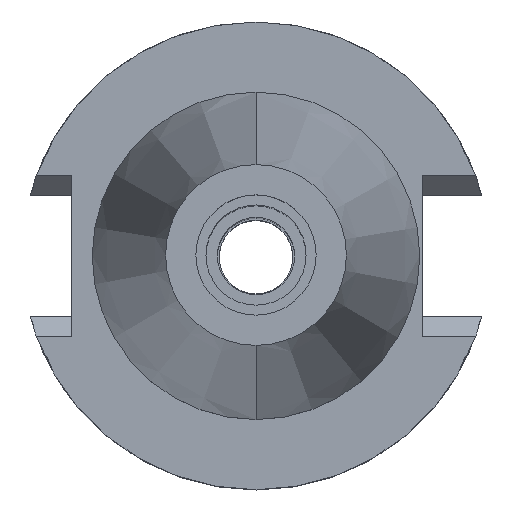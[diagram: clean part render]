
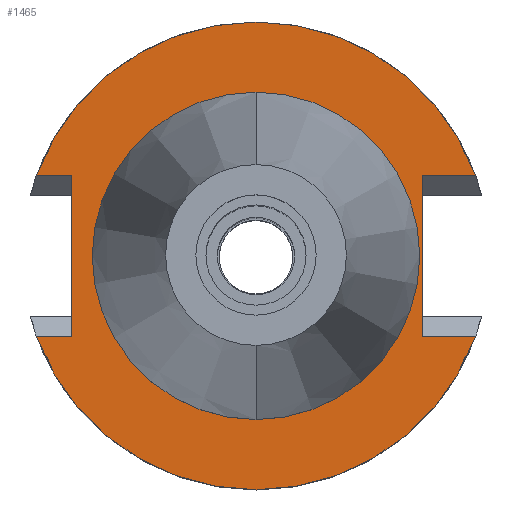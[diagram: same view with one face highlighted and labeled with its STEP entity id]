
A CAD part, top view. The second image highlights one B-rep face of the part: STEP entity #1465.
In plain terms, the highlighted planar face has unit normal (0, 0, 1).
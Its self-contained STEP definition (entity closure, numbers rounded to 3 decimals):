
#94=DIRECTION('',(0.,-1.,0.));
#95=VECTOR('',#94,21.78);
#96=CARTESIAN_POINT('',(22.57,10.89,-1.));
#97=LINE('',#96,#95);
#101=DIRECTION('',(1.,0.,0.));
#102=VECTOR('',#101,7.254);
#103=CARTESIAN_POINT('',(22.57,-10.89,-1.));
#104=LINE('',#103,#102);
#108=CARTESIAN_POINT('',(0.,0.,-1.));
#109=DIRECTION('',(0.,0.,-1.));
#110=DIRECTION('',(0.939,-0.343,0.));
#111=AXIS2_PLACEMENT_3D('',#108,#109,#110);
#116=CARTESIAN_POINT('',(0.,0.,-1.));
#117=DIRECTION('',(0.,0.,-1.));
#118=DIRECTION('',(0.,-1.,0.));
#119=AXIS2_PLACEMENT_3D('',#116,#117,#118);
#124=DIRECTION('',(-1.,0.,0.));
#125=VECTOR('',#124,4.844);
#126=CARTESIAN_POINT('',(-24.98,10.89,-1.));
#127=LINE('',#126,#125);
#131=CARTESIAN_POINT('',(0.,0.,-1.));
#132=DIRECTION('',(0.,0.,-1.));
#133=DIRECTION('',(-0.939,0.343,0.));
#134=AXIS2_PLACEMENT_3D('',#131,#132,#133);
#139=CARTESIAN_POINT('',(0.,0.,-1.));
#140=DIRECTION('',(0.,0.,-1.));
#141=DIRECTION('',(0.,1.,0.));
#142=AXIS2_PLACEMENT_3D('',#139,#140,#141);
#147=CARTESIAN_POINT('',(0.,0.,-1.));
#148=DIRECTION('',(0.,0.,1.));
#149=DIRECTION('',(0.,-1.,0.));
#150=AXIS2_PLACEMENT_3D('',#147,#148,#149);
#155=CARTESIAN_POINT('',(0.,0.,-1.));
#156=DIRECTION('',(0.,0.,1.));
#157=DIRECTION('',(0.,1.,0.));
#158=AXIS2_PLACEMENT_3D('',#155,#156,#157);
#291=DIRECTION('',(1.,0.,0.));
#292=VECTOR('',#291,7.254);
#293=CARTESIAN_POINT('',(22.57,10.89,-1.));
#294=LINE('',#293,#292);
#308=CARTESIAN_POINT('',(29.824,10.89,-1.));
#335=DIRECTION('',(0.,-1.,0.));
#336=VECTOR('',#335,21.78);
#337=CARTESIAN_POINT('',(-24.98,10.89,-1.));
#338=LINE('',#337,#336);
#561=DIRECTION('',(-1.,0.,0.));
#562=VECTOR('',#561,4.844);
#563=CARTESIAN_POINT('',(-24.98,-10.89,-1.));
#564=LINE('',#563,#562);
#575=CARTESIAN_POINT('',(29.824,-10.89,-1.));
#600=CARTESIAN_POINT('',(-29.824,-10.89,-1.));
#1248=CARTESIAN_POINT('',(22.57,-10.89,-1.));
#1249=VERTEX_POINT('',#1248);
#1250=CARTESIAN_POINT('',(22.57,10.89,-1.));
#1251=VERTEX_POINT('',#1250);
#1291=CARTESIAN_POINT('',(-24.98,10.89,-1.));
#1292=VERTEX_POINT('',#1291);
#1293=CARTESIAN_POINT('',(-24.98,-10.89,-1.));
#1294=VERTEX_POINT('',#1293);
#1337=VERTEX_POINT('',#575);
#1338=VERTEX_POINT('',#600);
#1339=CARTESIAN_POINT('',(0.,-31.75,-1.));
#1340=VERTEX_POINT('',#1339);
#1343=VERTEX_POINT('',#308);
#1344=CARTESIAN_POINT('',(0.,31.75,-1.));
#1345=VERTEX_POINT('',#1344);
#1346=CARTESIAN_POINT('',(-29.824,10.89,-1.));
#1347=VERTEX_POINT('',#1346);
#1348=CARTESIAN_POINT('',(0.,-22.225,-1.));
#1349=CARTESIAN_POINT('',(0.,22.225,-1.));
#1350=VERTEX_POINT('',#1348);
#1351=VERTEX_POINT('',#1349);
#1434=CARTESIAN_POINT('',(0.,0.,-1.));
#1435=DIRECTION('',(0.,0.,-1.));
#1436=DIRECTION('',(0.,-1.,0.));
#1437=AXIS2_PLACEMENT_3D('',#1434,#1435,#1436);
#1438=PLANE('',#1437);
#1440=ORIENTED_EDGE('',*,*,#1439,.T.);
#1442=ORIENTED_EDGE('',*,*,#1441,.T.);
#1444=ORIENTED_EDGE('',*,*,#1443,.T.);
#1446=ORIENTED_EDGE('',*,*,#1445,.T.);
#1448=ORIENTED_EDGE('',*,*,#1447,.F.);
#1450=ORIENTED_EDGE('',*,*,#1449,.F.);
#1452=ORIENTED_EDGE('',*,*,#1451,.T.);
#1454=ORIENTED_EDGE('',*,*,#1453,.T.);
#1456=ORIENTED_EDGE('',*,*,#1455,.T.);
#1458=ORIENTED_EDGE('',*,*,#1457,.F.);
#1459=EDGE_LOOP('',(#1440,#1442,#1444,#1446,#1448,#1450,#1452,#1454,#1456,
#1458));
#1460=FACE_OUTER_BOUND('',#1459,.F.);
#1461=ORIENTED_EDGE('',*,*,#1413,.T.);
#1462=ORIENTED_EDGE('',*,*,#1429,.T.);
#1463=EDGE_LOOP('',(#1461,#1462));
#1464=FACE_BOUND('',#1463,.F.);
#112=CIRCLE('',#111,31.75);
#120=CIRCLE('',#119,31.75);
#135=CIRCLE('',#134,31.75);
#143=CIRCLE('',#142,31.75);
#151=CIRCLE('',#150,22.225);
#159=CIRCLE('',#158,22.225);
#1413=EDGE_CURVE('',#1350,#1351,#151,.T.);
#1429=EDGE_CURVE('',#1351,#1350,#159,.T.);
#1439=EDGE_CURVE('',#1251,#1249,#97,.T.);
#1441=EDGE_CURVE('',#1249,#1337,#104,.T.);
#1443=EDGE_CURVE('',#1337,#1340,#112,.T.);
#1445=EDGE_CURVE('',#1340,#1338,#120,.T.);
#1447=EDGE_CURVE('',#1294,#1338,#564,.T.);
#1449=EDGE_CURVE('',#1292,#1294,#338,.T.);
#1451=EDGE_CURVE('',#1292,#1347,#127,.T.);
#1453=EDGE_CURVE('',#1347,#1345,#135,.T.);
#1455=EDGE_CURVE('',#1345,#1343,#143,.T.);
#1457=EDGE_CURVE('',#1251,#1343,#294,.T.);
#1465=ADVANCED_FACE('',(#1460,#1464),#1438,.F.);
